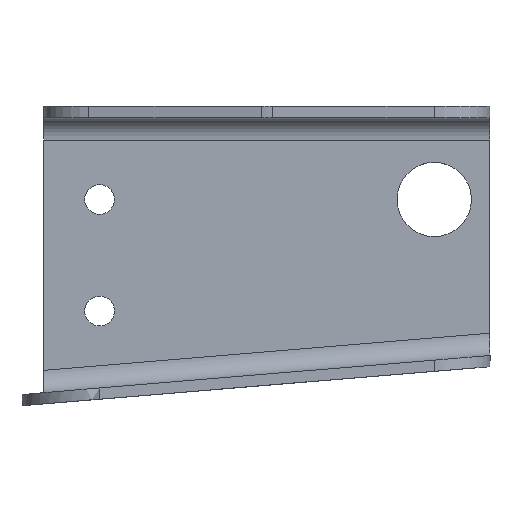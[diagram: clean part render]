
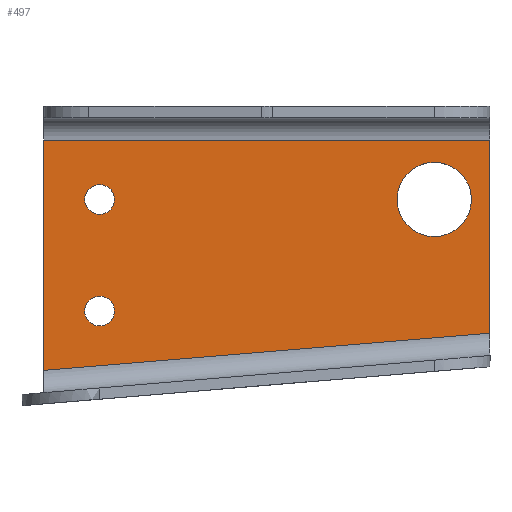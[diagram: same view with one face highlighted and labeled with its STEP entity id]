
A CAD part, top view. The second image highlights one B-rep face of the part: STEP entity #497.
In plain terms, the highlighted planar face has unit normal (0, 0, 1).
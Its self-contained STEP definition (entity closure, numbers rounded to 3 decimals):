
#22=FACE_BOUND('',#101,.T.);
#23=FACE_BOUND('',#102,.T.);
#24=FACE_BOUND('',#103,.T.);
#35=PLANE('',#570);
#68=FACE_OUTER_BOUND('',#100,.T.);
#100=EDGE_LOOP('',(#452,#453,#454,#455));
#101=EDGE_LOOP('',(#456));
#102=EDGE_LOOP('',(#457));
#103=EDGE_LOOP('',(#458));
#116=LINE('',#778,#157);
#124=LINE('',#802,#165);
#142=LINE('',#853,#183);
#144=LINE('',#857,#185);
#157=VECTOR('',#629,10.);
#165=VECTOR('',#651,10.);
#183=VECTOR('',#707,10.);
#185=VECTOR('',#713,10.);
#186=CIRCLE('',#519,2.);
#188=CIRCLE('',#522,2.);
#190=CIRCLE('',#525,5.);
#206=VERTEX_POINT('',#722);
#208=VERTEX_POINT('',#728);
#210=VERTEX_POINT('',#734);
#227=VERTEX_POINT('',#775);
#228=VERTEX_POINT('',#777);
#236=VERTEX_POINT('',#799);
#237=VERTEX_POINT('',#801);
#252=EDGE_CURVE('',#206,#206,#186,.T.);
#255=EDGE_CURVE('',#208,#208,#188,.T.);
#258=EDGE_CURVE('',#210,#210,#190,.T.);
#279=EDGE_CURVE('',#227,#228,#116,.T.);
#291=EDGE_CURVE('',#236,#237,#124,.T.);
#318=EDGE_CURVE('',#228,#236,#142,.T.);
#320=EDGE_CURVE('',#237,#227,#144,.T.);
#452=ORIENTED_EDGE('',*,*,#318,.F.);
#453=ORIENTED_EDGE('',*,*,#279,.F.);
#454=ORIENTED_EDGE('',*,*,#320,.F.);
#455=ORIENTED_EDGE('',*,*,#291,.F.);
#456=ORIENTED_EDGE('',*,*,#252,.T.);
#457=ORIENTED_EDGE('',*,*,#255,.T.);
#458=ORIENTED_EDGE('',*,*,#258,.T.);
#497=ADVANCED_FACE('',(#68,#22,#23,#24),#35,.T.);
#519=AXIS2_PLACEMENT_3D('',#723,#575,#576);
#522=AXIS2_PLACEMENT_3D('',#729,#582,#583);
#525=AXIS2_PLACEMENT_3D('',#735,#589,#590);
#570=AXIS2_PLACEMENT_3D('',#860,#718,#719);
#575=DIRECTION('center_axis',(0.,0.,-1.));
#576=DIRECTION('ref_axis',(1.,0.,0.));
#582=DIRECTION('center_axis',(0.,0.,-1.));
#583=DIRECTION('ref_axis',(1.,0.,0.));
#589=DIRECTION('center_axis',(0.,0.,-1.));
#590=DIRECTION('ref_axis',(1.,0.,0.));
#629=DIRECTION('',(0.,-1.,0.));
#651=DIRECTION('',(0.,1.,0.));
#707=DIRECTION('',(-0.997,-0.083,0.));
#713=DIRECTION('',(1.,0.,0.));
#718=DIRECTION('center_axis',(0.,0.,1.));
#719=DIRECTION('ref_axis',(1.,0.,0.));
#722=CARTESIAN_POINT('',(-54.5,-27.5,1.5));
#723=CARTESIAN_POINT('Origin',(-52.5,-27.5,1.5));
#728=CARTESIAN_POINT('',(-54.5,-12.5,1.5));
#729=CARTESIAN_POINT('Origin',(-52.5,-12.5,1.5));
#734=CARTESIAN_POINT('',(-2.5,-12.5,1.5));
#735=CARTESIAN_POINT('Origin',(-7.5,-12.5,1.5));
#775=CARTESIAN_POINT('',(0.,-4.5,1.5));
#777=CARTESIAN_POINT('',(0.,-30.484,1.5));
#778=CARTESIAN_POINT('',(0.,-27.5,1.5));
#799=CARTESIAN_POINT('',(-60.,-35.484,1.5));
#801=CARTESIAN_POINT('',(-60.,-4.5,1.5));
#802=CARTESIAN_POINT('',(-60.,-10.,1.5));
#853=CARTESIAN_POINT('',(-44.65,-34.205,1.5));
#857=CARTESIAN_POINT('',(-15.,-4.5,1.5));
#860=CARTESIAN_POINT('Origin',(-30.,-20.,1.5));
